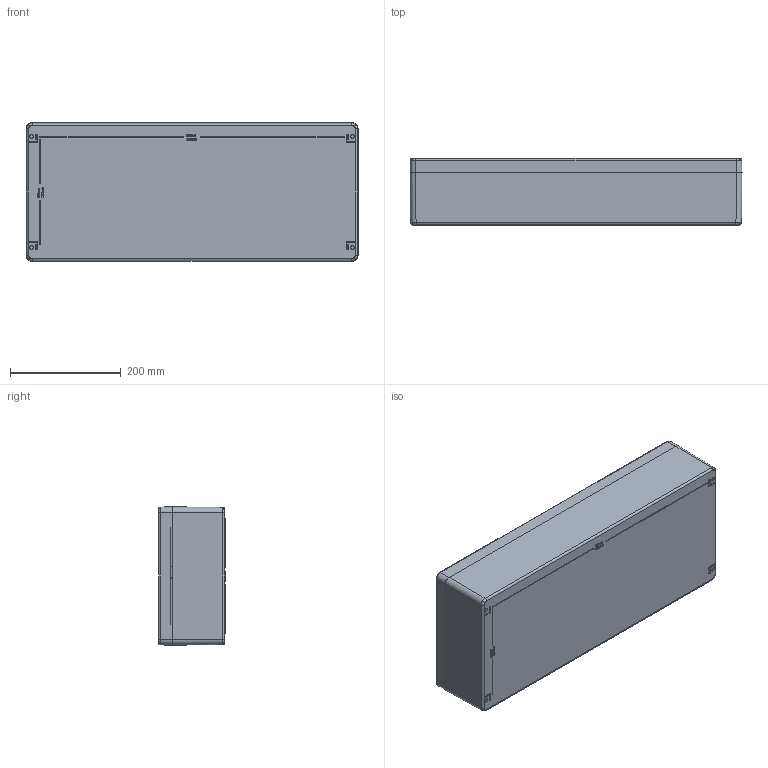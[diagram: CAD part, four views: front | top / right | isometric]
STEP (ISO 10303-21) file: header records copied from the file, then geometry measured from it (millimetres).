
FILE_DESCRIPTION (( 'STEP AP214' ), '1' );
FILE_NAME ('26256012.STEP', '2017-06-08T12:53:07', ( 'Macha' ), ( 'Hewlett-Packard Company' ), 'SwSTEP 2.0', 'SolidWorks 2015', '' );
FILE_SCHEMA (( 'AUTOMOTIVE_DESIGN' ));
Length unit declared in the file: millimetre
Products named in the file (9): 92684; 82015_1670; 93136; 23144-Deckel_Ex; 23144-Unterteil_Ex; 86222; 86224; 26256012
Assembly tree (23 placements, depth 3):
  26256012
    23144-Unterteil_Ex
      23144-Unterteil_Ex
      86224  x6
      86222  x6
    23144-Deckel_Ex
    93136  x6
    82015_1670
    92684
Bounding box: 600 x 121 x 250 mm (x, y, z)
Volume: 2999147.2 mm3; surface area: 1027164.4 mm2
Topology: 22 solids, 22 shells, 1890 faces, 4721 edges, 2975 vertices
Faces by surface type: plane 842, bspline 376, cylinder 302, cone 260, torus 98, sphere 12
Entity records: 57590 total; most frequent: CARTESIAN_POINT 26459, ORIENTED_EDGE 7002, DIRECTION 5366, EDGE_CURVE 3501, VERTEX_POINT 2235, VECTOR 1930, LINE 1930, AXIS2_PLACEMENT_3D 1718
